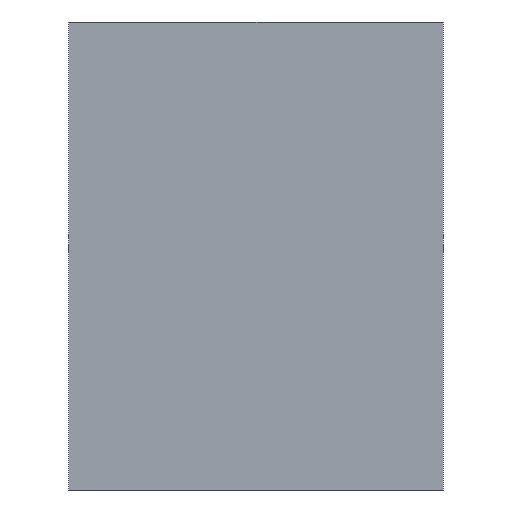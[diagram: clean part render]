
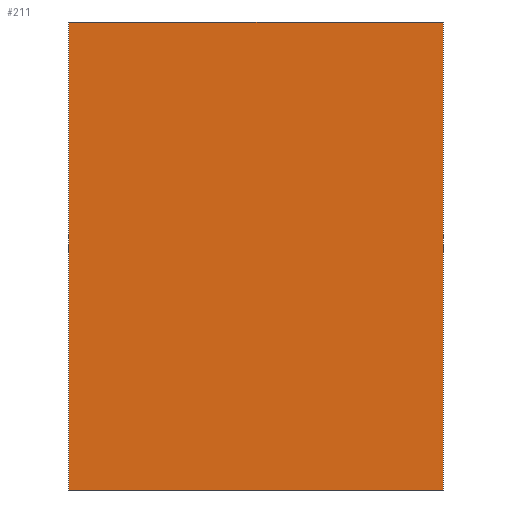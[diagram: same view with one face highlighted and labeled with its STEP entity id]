
A CAD part, left-side view. The second image highlights one B-rep face of the part: STEP entity #211.
In plain terms, the highlighted planar face has unit normal (-1, 0, 0).
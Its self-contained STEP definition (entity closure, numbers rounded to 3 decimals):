
#11 = EDGE_CURVE ( 'NONE', #101, #460, #810, .T. ) ;
#24 = DIRECTION ( 'NONE',  ( 1., 0., 0. ) ) ;
#25 = EDGE_LOOP ( 'NONE', ( #811, #115, #197, #362 ) ) ;
#31 = LINE ( 'NONE', #912, #395 ) ;
#43 = CARTESIAN_POINT ( 'NONE',  ( -0.5, 0., -0.25 ) ) ;
#79 = VERTEX_POINT ( 'NONE', #532 ) ;
#86 = VECTOR ( 'NONE', #562, 1000. ) ;
#101 = VERTEX_POINT ( 'NONE', #177 ) ;
#115 = ORIENTED_EDGE ( 'NONE', *, *, #174, .F. ) ;
#149 = CARTESIAN_POINT ( 'NONE',  ( -0.5, 0., 0.25 ) ) ;
#157 = DIRECTION ( 'NONE',  ( 0., -1., 0. ) ) ;
#163 = FACE_OUTER_BOUND ( 'NONE', #25, .T. ) ;
#174 = EDGE_CURVE ( 'NONE', #460, #800, #31, .T. ) ;
#177 = CARTESIAN_POINT ( 'NONE',  ( -0.5, 0.4, 0.25 ) ) ;
#197 = ORIENTED_EDGE ( 'NONE', *, *, #11, .F. ) ;
#201 = VECTOR ( 'NONE', #157, 1000. ) ;
#210 = CARTESIAN_POINT ( 'NONE',  ( -0.5, 0.4, 0.25 ) ) ;
#211 = ADVANCED_FACE ( 'NONE', ( #163 ), #910, .F. ) ;
#362 = ORIENTED_EDGE ( 'NONE', *, *, #961, .T. ) ;
#387 = DIRECTION ( 'NONE',  ( 0., -1., 0. ) ) ;
#395 = VECTOR ( 'NONE', #832, 1000. ) ;
#460 = VERTEX_POINT ( 'NONE', #149 ) ;
#468 = CARTESIAN_POINT ( 'NONE',  ( -0.5, 0., 0.25 ) ) ;
#505 = LINE ( 'NONE', #210, #86 ) ;
#531 = CARTESIAN_POINT ( 'NONE',  ( -0.5, 0., -0.25 ) ) ;
#532 = CARTESIAN_POINT ( 'NONE',  ( -0.5, 0.4, -0.25 ) ) ;
#537 = DIRECTION ( 'NONE',  ( 0., 0., -1. ) ) ;
#562 = DIRECTION ( 'NONE',  ( 0., 0., -1. ) ) ;
#673 = CARTESIAN_POINT ( 'NONE',  ( -0.5, 0., 0.25 ) ) ;
#683 = AXIS2_PLACEMENT_3D ( 'NONE', #468, #24, #537 ) ;
#696 = EDGE_CURVE ( 'NONE', #79, #800, #776, .T. ) ;
#776 = LINE ( 'NONE', #531, #827 ) ;
#800 = VERTEX_POINT ( 'NONE', #43 ) ;
#810 = LINE ( 'NONE', #673, #201 ) ;
#811 = ORIENTED_EDGE ( 'NONE', *, *, #696, .T. ) ;
#827 = VECTOR ( 'NONE', #387, 1000. ) ;
#832 = DIRECTION ( 'NONE',  ( 0., 0., -1. ) ) ;
#910 = PLANE ( 'NONE',  #683 ) ;
#912 = CARTESIAN_POINT ( 'NONE',  ( -0.5, 0., 0.25 ) ) ;
#961 = EDGE_CURVE ( 'NONE', #101, #79, #505, .T. ) ;
